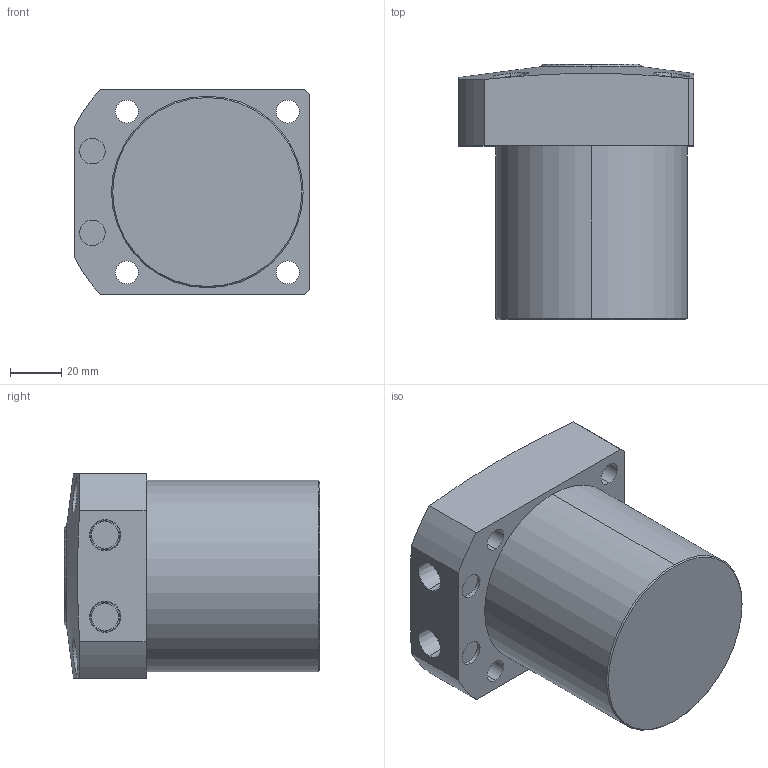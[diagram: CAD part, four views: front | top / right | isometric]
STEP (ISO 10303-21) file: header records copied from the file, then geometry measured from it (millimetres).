
FILE_DESCRIPTION (( 'STEP AP203' ), '1' );
FILE_NAME ('FP0750-G.STEP', '2019-09-24T03:32:56', ( '微软用户' ), ( '微软中国' ), 'SwSTEP 2.0', 'SolidWorks 2012', '' );
FILE_SCHEMA (( 'CONFIG_CONTROL_DESIGN' ));
Length unit declared in the file: millimetre
Products named in the file (1): FP0750-G
Bounding box: 92 x 100 x 80 mm (x, y, z)
Volume: 496705.6 mm3; surface area: 43829 mm2
Topology: 1 solids, 1 shells, 64 faces, 142 edges, 92 vertices
Faces by surface type: cylinder 30, plane 20, cone 12, torus 2
Entity records: 2255 total; most frequent: CARTESIAN_POINT 699, DIRECTION 328, ORIENTED_EDGE 284, EDGE_CURVE 142, AXIS2_PLACEMENT_3D 137, VERTEX_POINT 92, EDGE_LOOP 84, CIRCLE 72
